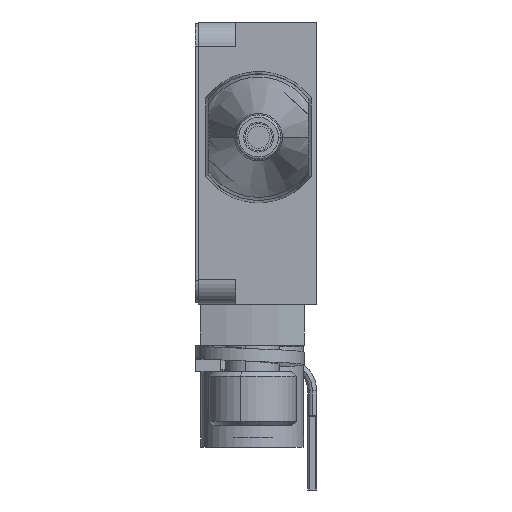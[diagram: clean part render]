
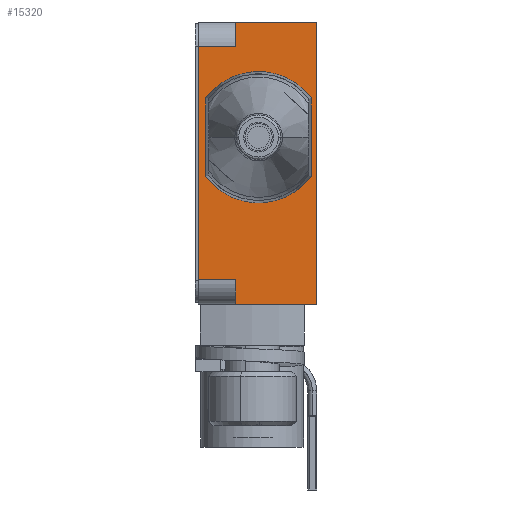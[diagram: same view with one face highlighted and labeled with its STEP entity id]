
A CAD part, left-side view. The second image highlights one B-rep face of the part: STEP entity #15320.
In plain terms, the highlighted planar face has unit normal (-1, 0, 0).
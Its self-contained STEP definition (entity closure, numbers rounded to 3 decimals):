
#399 = CARTESIAN_POINT ( 'NONE',  ( -34.171, 81.859, 97.023 ) ) ;
#510 = EDGE_CURVE ( 'NONE', #14209, #12172, #25509, .T. ) ;
#1222 = VECTOR ( 'NONE', #8998, 1000. ) ;
#1427 = ORIENTED_EDGE ( 'NONE', *, *, #31545, .F. ) ;
#1539 = PLANE ( 'NONE',  #2097 ) ;
#1659 = DIRECTION ( 'NONE',  ( 1., 0., 0. ) ) ;
#1679 = LINE ( 'NONE', #21710, #14846 ) ;
#1905 = VERTEX_POINT ( 'NONE', #29756 ) ;
#2097 = AXIS2_PLACEMENT_3D ( 'NONE', #33096, #1659, #20029 ) ;
#2361 = CARTESIAN_POINT ( 'NONE',  ( -34.171, 79.509, 90.273 ) ) ;
#2825 = VERTEX_POINT ( 'NONE', #32637 ) ;
#2898 = CARTESIAN_POINT ( 'NONE',  ( -34.171, 84.289, 101.673 ) ) ;
#3062 = DIRECTION ( 'NONE',  ( 0., 0., -1. ) ) ;
#3165 = CARTESIAN_POINT ( 'NONE',  ( -34.171, 84.289, 100.673 ) ) ;
#3421 = EDGE_CURVE ( 'NONE', #2825, #1905, #24203, .T. ) ;
#3468 = VECTOR ( 'NONE', #4246, 1000. ) ;
#3842 = EDGE_LOOP ( 'NONE', ( #13238, #32839, #16407, #1427, #33305, #25164, #14362, #32047 ) ) ;
#4177 = VECTOR ( 'NONE', #9713, 1000. ) ;
#4246 = DIRECTION ( 'NONE',  ( 0., -1., 0. ) ) ;
#4278 = ORIENTED_EDGE ( 'NONE', *, *, #21611, .T. ) ;
#4407 = CIRCLE ( 'NONE', #8358, 1.3 ) ;
#4426 = EDGE_CURVE ( 'NONE', #14209, #10944, #23341, .T. ) ;
#5058 = VERTEX_POINT ( 'NONE', #7225 ) ;
#5876 = ORIENTED_EDGE ( 'NONE', *, *, #3421, .T. ) ;
#6260 = EDGE_LOOP ( 'NONE', ( #4278, #5876 ) ) ;
#6750 = CARTESIAN_POINT ( 'NONE',  ( -34.171, 82.789, 101.673 ) ) ;
#7089 = CARTESIAN_POINT ( 'NONE',  ( -34.171, 84.289, 101.673 ) ) ;
#7225 = CARTESIAN_POINT ( 'NONE',  ( -34.171, 82.789, 90.273 ) ) ;
#7475 = LINE ( 'NONE', #25435, #4177 ) ;
#7683 = VERTEX_POINT ( 'NONE', #7838 ) ;
#7838 = CARTESIAN_POINT ( 'NONE',  ( -34.171, 84.289, 91.273 ) ) ;
#8358 = AXIS2_PLACEMENT_3D ( 'NONE', #399, #18782, #3062 ) ;
#8998 = DIRECTION ( 'NONE',  ( 0., 1., 0. ) ) ;
#9713 = DIRECTION ( 'NONE',  ( 0., 0., 1. ) ) ;
#9728 = DIRECTION ( 'NONE',  ( 0., 0., 1. ) ) ;
#10091 = AXIS2_PLACEMENT_3D ( 'NONE', #26078, #10358, #28719 ) ;
#10358 = DIRECTION ( 'NONE',  ( 1., 0., 0. ) ) ;
#10382 = VERTEX_POINT ( 'NONE', #31132 ) ;
#10944 = VERTEX_POINT ( 'NONE', #24524 ) ;
#11130 = EDGE_CURVE ( 'NONE', #5058, #21581, #23579, .T. ) ;
#11551 = DIRECTION ( 'NONE',  ( 0., 1., 0. ) ) ;
#12172 = VERTEX_POINT ( 'NONE', #30875 ) ;
#12420 = LINE ( 'NONE', #24610, #20220 ) ;
#12511 = FACE_OUTER_BOUND ( 'NONE', #3842, .T. ) ;
#13238 = ORIENTED_EDGE ( 'NONE', *, *, #4426, .T. ) ;
#14209 = VERTEX_POINT ( 'NONE', #14663 ) ;
#14362 = ORIENTED_EDGE ( 'NONE', *, *, #30502, .T. ) ;
#14663 = CARTESIAN_POINT ( 'NONE',  ( -34.171, 82.789, 101.673 ) ) ;
#14846 = VECTOR ( 'NONE', #29646, 1000. ) ;
#15320 = ADVANCED_FACE ( 'NONE', ( #19485, #12511 ), #1539, .F. ) ;
#16050 = LINE ( 'NONE', #22100, #1222 ) ;
#16387 = VECTOR ( 'NONE', #19837, 1000. ) ;
#16407 = ORIENTED_EDGE ( 'NONE', *, *, #22352, .F. ) ;
#17419 = EDGE_CURVE ( 'NONE', #10944, #33027, #12420, .T. ) ;
#17505 = VECTOR ( 'NONE', #9728, 1000. ) ;
#17718 = VECTOR ( 'NONE', #23887, 1000. ) ;
#17818 = EDGE_CURVE ( 'NONE', #5058, #10382, #7475, .T. ) ;
#18326 = LINE ( 'NONE', #7089, #17505 ) ;
#18782 = DIRECTION ( 'NONE',  ( 1., 0., 0. ) ) ;
#19485 = FACE_BOUND ( 'NONE', #6260, .T. ) ;
#19837 = DIRECTION ( 'NONE',  ( 0., 0., -1. ) ) ;
#19956 = CARTESIAN_POINT ( 'NONE',  ( -34.171, 84.289, 90.273 ) ) ;
#20029 = DIRECTION ( 'NONE',  ( 0., 0., -1. ) ) ;
#20220 = VECTOR ( 'NONE', #11551, 1000. ) ;
#21581 = VERTEX_POINT ( 'NONE', #2361 ) ;
#21611 = EDGE_CURVE ( 'NONE', #1905, #2825, #4407, .T. ) ;
#21710 = CARTESIAN_POINT ( 'NONE',  ( -34.171, 79.509, 101.673 ) ) ;
#22100 = CARTESIAN_POINT ( 'NONE',  ( -34.171, 82.789, 91.273 ) ) ;
#22352 = EDGE_CURVE ( 'NONE', #7683, #33027, #18326, .T. ) ;
#23341 = LINE ( 'NONE', #6750, #16387 ) ;
#23579 = LINE ( 'NONE', #19956, #3468 ) ;
#23887 = DIRECTION ( 'NONE',  ( 0., -1., 0. ) ) ;
#24203 = CIRCLE ( 'NONE', #10091, 1.3 ) ;
#24524 = CARTESIAN_POINT ( 'NONE',  ( -34.171, 82.789, 100.673 ) ) ;
#24610 = CARTESIAN_POINT ( 'NONE',  ( -34.171, 82.789, 100.673 ) ) ;
#25164 = ORIENTED_EDGE ( 'NONE', *, *, #11130, .T. ) ;
#25435 = CARTESIAN_POINT ( 'NONE',  ( -34.171, 82.789, 90.273 ) ) ;
#25509 = LINE ( 'NONE', #2898, #17718 ) ;
#26078 = CARTESIAN_POINT ( 'NONE',  ( -34.171, 81.859, 97.023 ) ) ;
#28719 = DIRECTION ( 'NONE',  ( 0., 0., -1. ) ) ;
#29646 = DIRECTION ( 'NONE',  ( 0., 0., 1. ) ) ;
#29756 = CARTESIAN_POINT ( 'NONE',  ( -34.171, 81.859, 95.723 ) ) ;
#30502 = EDGE_CURVE ( 'NONE', #21581, #12172, #1679, .T. ) ;
#30875 = CARTESIAN_POINT ( 'NONE',  ( -34.171, 79.509, 101.673 ) ) ;
#31132 = CARTESIAN_POINT ( 'NONE',  ( -34.171, 82.789, 91.273 ) ) ;
#31545 = EDGE_CURVE ( 'NONE', #10382, #7683, #16050, .T. ) ;
#32047 = ORIENTED_EDGE ( 'NONE', *, *, #510, .F. ) ;
#32637 = CARTESIAN_POINT ( 'NONE',  ( -34.171, 81.859, 98.323 ) ) ;
#32839 = ORIENTED_EDGE ( 'NONE', *, *, #17419, .T. ) ;
#33027 = VERTEX_POINT ( 'NONE', #3165 ) ;
#33096 = CARTESIAN_POINT ( 'NONE',  ( -34.171, 84.289, 101.673 ) ) ;
#33305 = ORIENTED_EDGE ( 'NONE', *, *, #17818, .F. ) ;
